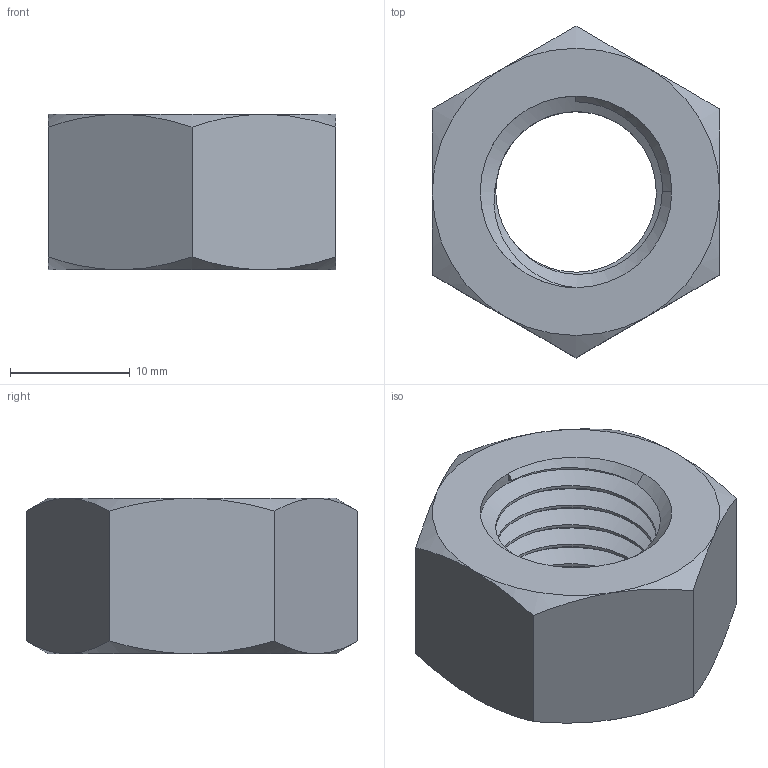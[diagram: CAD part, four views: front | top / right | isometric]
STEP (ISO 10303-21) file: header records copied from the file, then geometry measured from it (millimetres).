
FILE_DESCRIPTION (( 'STEP AP203' ), '1' );
FILE_NAME ('Metric Hex Nuts M16 x 2mm Thread.STEP', '2017-03-06T13:42:10', ( 'itdept' ), ( '' ), 'SwSTEP 2.0', 'SolidWorks 2016', '' );
FILE_SCHEMA (( 'CONFIG_CONTROL_DESIGN' ));
Length unit declared in the file: millimetre
Products named in the file (1): Metric Hex Nuts M16 x 2mm Thread
Bounding box: 24 x 27.71 x 13 mm (x, y, z)
Volume: 4209.6 mm3; surface area: 2662.4 mm2
Topology: 1 solids, 1 shells, 55 faces, 142 edges, 89 vertices
Faces by surface type: cylinder 26, cone 18, plane 9, bspline 2
Entity records: 3031 total; most frequent: CARTESIAN_POINT 1816, ORIENTED_EDGE 284, DIRECTION 191, EDGE_CURVE 142, VERTEX_POINT 89, AXIS2_PLACEMENT_3D 77, EDGE_LOOP 57, FACE_OUTER_BOUND 55
